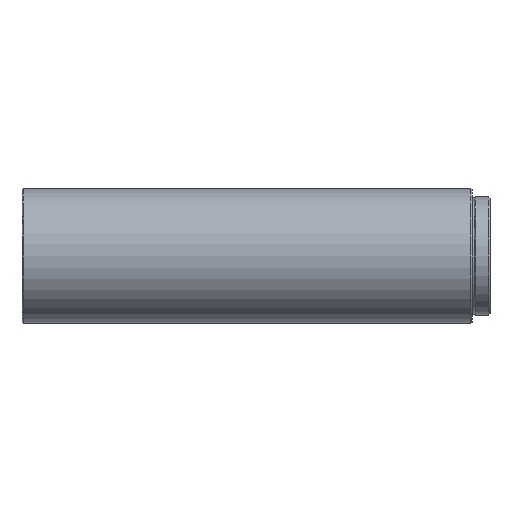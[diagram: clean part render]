
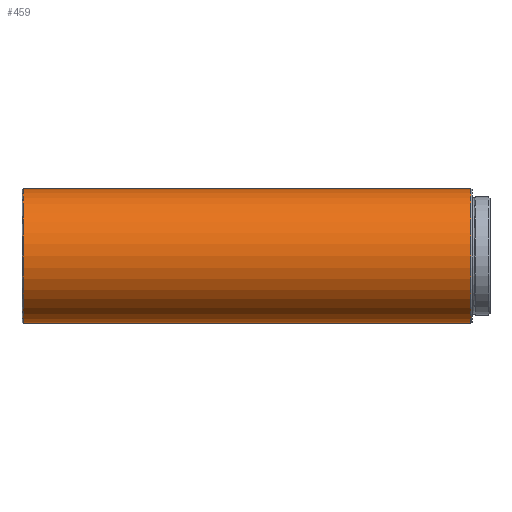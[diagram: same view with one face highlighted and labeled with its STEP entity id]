
A CAD part, front view. The second image highlights one B-rep face of the part: STEP entity #459.
In plain terms, the highlighted cylindrical face has radius 15 mm (diameter 30 mm), a partial arc.
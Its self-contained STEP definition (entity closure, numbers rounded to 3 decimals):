
#10 = CARTESIAN_POINT ( 'NONE',  ( -49.7, 0., 15. ) ) ;
#34 = CARTESIAN_POINT ( 'NONE',  ( 50., 0., -15. ) ) ;
#56 = CARTESIAN_POINT ( 'NONE',  ( 50., 0., 0. ) ) ;
#256 = CARTESIAN_POINT ( 'NONE',  ( -49.7, 0., -15. ) ) ;
#338 = VERTEX_POINT ( 'NONE', #10 ) ;
#342 = DIRECTION ( 'NONE',  ( 0., 0., 1. ) ) ;
#349 = DIRECTION ( 'NONE',  ( -1., 0., 0. ) ) ;
#384 = EDGE_CURVE ( 'NONE', #1246, #987, #1044, .T. ) ;
#423 = DIRECTION ( 'NONE',  ( 0., 0., -1. ) ) ;
#459 = ADVANCED_FACE ( 'NONE', ( #781 ), #1829, .T. ) ;
#460 = EDGE_CURVE ( 'NONE', #620, #338, #854, .T. ) ;
#507 = AXIS2_PLACEMENT_3D ( 'NONE', #1633, #514, #632 ) ;
#514 = DIRECTION ( 'NONE',  ( -1., 0., 0. ) ) ;
#520 = ORIENTED_EDGE ( 'NONE', *, *, #1122, .T. ) ;
#620 = VERTEX_POINT ( 'NONE', #1412 ) ;
#632 = DIRECTION ( 'NONE',  ( 0., 0., -1. ) ) ;
#761 = DIRECTION ( 'NONE',  ( -1., 0., 0. ) ) ;
#781 = FACE_OUTER_BOUND ( 'NONE', #1160, .T. ) ;
#818 = CARTESIAN_POINT ( 'NONE',  ( 49.7, 0., -15. ) ) ;
#854 = LINE ( 'NONE', #909, #1443 ) ;
#891 = VECTOR ( 'NONE', #1222, 1000. ) ;
#909 = CARTESIAN_POINT ( 'NONE',  ( 50., 0., 15. ) ) ;
#943 = ORIENTED_EDGE ( 'NONE', *, *, #384, .F. ) ;
#987 = VERTEX_POINT ( 'NONE', #256 ) ;
#1044 = LINE ( 'NONE', #34, #891 ) ;
#1068 = AXIS2_PLACEMENT_3D ( 'NONE', #56, #761, #342 ) ;
#1122 = EDGE_CURVE ( 'NONE', #1246, #620, #1621, .T. ) ;
#1135 = ORIENTED_EDGE ( 'NONE', *, *, #1821, .T. ) ;
#1160 = EDGE_LOOP ( 'NONE', ( #943, #520, #1506, #1135 ) ) ;
#1166 = DIRECTION ( 'NONE',  ( 1., 0., 0. ) ) ;
#1222 = DIRECTION ( 'NONE',  ( -1., 0., 0. ) ) ;
#1246 = VERTEX_POINT ( 'NONE', #818 ) ;
#1283 = CIRCLE ( 'NONE', #1583, 15. ) ;
#1412 = CARTESIAN_POINT ( 'NONE',  ( 49.7, 0., 15. ) ) ;
#1437 = CARTESIAN_POINT ( 'NONE',  ( -49.7, 0., 0. ) ) ;
#1443 = VECTOR ( 'NONE', #349, 1000. ) ;
#1506 = ORIENTED_EDGE ( 'NONE', *, *, #460, .T. ) ;
#1583 = AXIS2_PLACEMENT_3D ( 'NONE', #1437, #1166, #423 ) ;
#1621 = CIRCLE ( 'NONE', #507, 15. ) ;
#1633 = CARTESIAN_POINT ( 'NONE',  ( 49.7, 0., 0. ) ) ;
#1821 = EDGE_CURVE ( 'NONE', #338, #987, #1283, .T. ) ;
#1829 = CYLINDRICAL_SURFACE ( 'NONE', #1068, 15. ) ;
